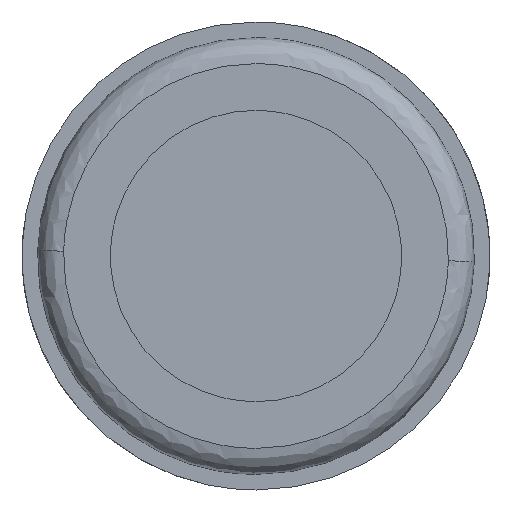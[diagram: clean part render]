
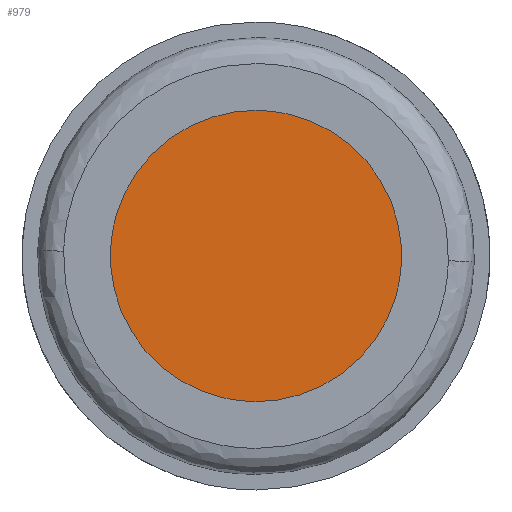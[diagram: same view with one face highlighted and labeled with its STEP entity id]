
A CAD part, front view. The second image highlights one B-rep face of the part: STEP entity #979.
In plain terms, the highlighted free-form (B-spline) face has degree [1, 1] with [2, 2] control points.
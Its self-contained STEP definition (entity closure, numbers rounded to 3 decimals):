
#908=CARTESIAN_POINT('',(-15.398,11.8,-15.399));
#909=CARTESIAN_POINT('',(-15.398,11.8,15.399));
#910=CARTESIAN_POINT('',(15.398,11.8,-15.399));
#911=CARTESIAN_POINT('',(15.398,11.8,15.399));
#912=B_SPLINE_SURFACE_WITH_KNOTS('',1,1,((#908,#910),(#909,#911)),.UNSPECIFIED.,.F.,.F.,.U.,(2,2),(2,2),(0.0,30.797),(0.0,30.797),.UNSPECIFIED.);
#913=CARTESIAN_POINT('',(0.0,11.8,-14.0));
#914=VERTEX_POINT('',#913);
#915=CARTESIAN_POINT('',(13.974,11.8,-0.855));
#916=VERTEX_POINT('',#915);
#917=CARTESIAN_POINT('',(0.0,11.8,-14.0));
#918=CARTESIAN_POINT('',(13.17,11.8,-14.));
#919=CARTESIAN_POINT('',(13.974,11.8,-0.855));
#927=(BOUNDED_CURVE()B_SPLINE_CURVE(2,(#917,#918,#919),.UNSPECIFIED.,.F.,.U.)B_SPLINE_CURVE_WITH_KNOTS((3,3),(0.0,0.239),.UNSPECIFIED.)CURVE()GEOMETRIC_REPRESENTATION_ITEM()RATIONAL_B_SPLINE_CURVE((1.0,0.72,0.976))REPRESENTATION_ITEM(''));
#928=EDGE_CURVE('',#914,#916,#927,.T.);
#929=ORIENTED_EDGE('',*,*,#928,.T.);
#930=CARTESIAN_POINT('',(0.0,11.8,14.0));
#931=VERTEX_POINT('',#930);
#932=CARTESIAN_POINT('',(13.974,11.8,-0.855));
#933=CARTESIAN_POINT('',(14.,11.8,-0.428));
#934=CARTESIAN_POINT('',(14.,11.8,0.));
#935=CARTESIAN_POINT('',(14.,11.8,14.));
#936=CARTESIAN_POINT('',(0.0,11.8,14.0));
#944=(BOUNDED_CURVE()B_SPLINE_CURVE(2,(#932,#933,#934,#935,#936),.UNSPECIFIED.,.F.,.U.)B_SPLINE_CURVE_WITH_KNOTS((3,2,3),(0.239,0.25,0.5),.UNSPECIFIED.)CURVE()GEOMETRIC_REPRESENTATION_ITEM()RATIONAL_B_SPLINE_CURVE((0.976,0.988,1.0,0.707,1.0))REPRESENTATION_ITEM(''));
#945=EDGE_CURVE('',#916,#931,#944,.T.);
#946=ORIENTED_EDGE('',*,*,#945,.T.);
#947=CARTESIAN_POINT('',(-13.974,11.8,0.855));
#948=VERTEX_POINT('',#947);
#949=CARTESIAN_POINT('',(0.0,11.8,14.0));
#950=CARTESIAN_POINT('',(-13.17,11.8,14.));
#951=CARTESIAN_POINT('',(-13.974,11.8,0.855));
#959=(BOUNDED_CURVE()B_SPLINE_CURVE(2,(#949,#950,#951),.UNSPECIFIED.,.F.,.U.)B_SPLINE_CURVE_WITH_KNOTS((3,3),(0.5,0.739),.UNSPECIFIED.)CURVE()GEOMETRIC_REPRESENTATION_ITEM()RATIONAL_B_SPLINE_CURVE((1.0,0.72,0.976))REPRESENTATION_ITEM(''));
#960=EDGE_CURVE('',#931,#948,#959,.T.);
#961=ORIENTED_EDGE('',*,*,#960,.T.);
#962=CARTESIAN_POINT('',(-13.974,11.8,0.855));
#963=CARTESIAN_POINT('',(-14.,11.8,0.428));
#964=CARTESIAN_POINT('',(-14.,11.8,0.));
#965=CARTESIAN_POINT('',(-14.,11.8,-14.));
#966=CARTESIAN_POINT('',(0.0,11.8,-14.0));
#974=(BOUNDED_CURVE()B_SPLINE_CURVE(2,(#962,#963,#964,#965,#966),.UNSPECIFIED.,.F.,.U.)B_SPLINE_CURVE_WITH_KNOTS((3,2,3),(0.739,0.75,1.0),.UNSPECIFIED.)CURVE()GEOMETRIC_REPRESENTATION_ITEM()RATIONAL_B_SPLINE_CURVE((0.976,0.988,1.0,0.707,1.0))REPRESENTATION_ITEM(''));
#975=EDGE_CURVE('',#948,#914,#974,.T.);
#976=ORIENTED_EDGE('',*,*,#975,.T.);
#977=EDGE_LOOP('',(#929,#946,#961,#976));
#978=FACE_OUTER_BOUND('',#977,.T.);
#979=ADVANCED_FACE('',(#978),#912,.F.);
